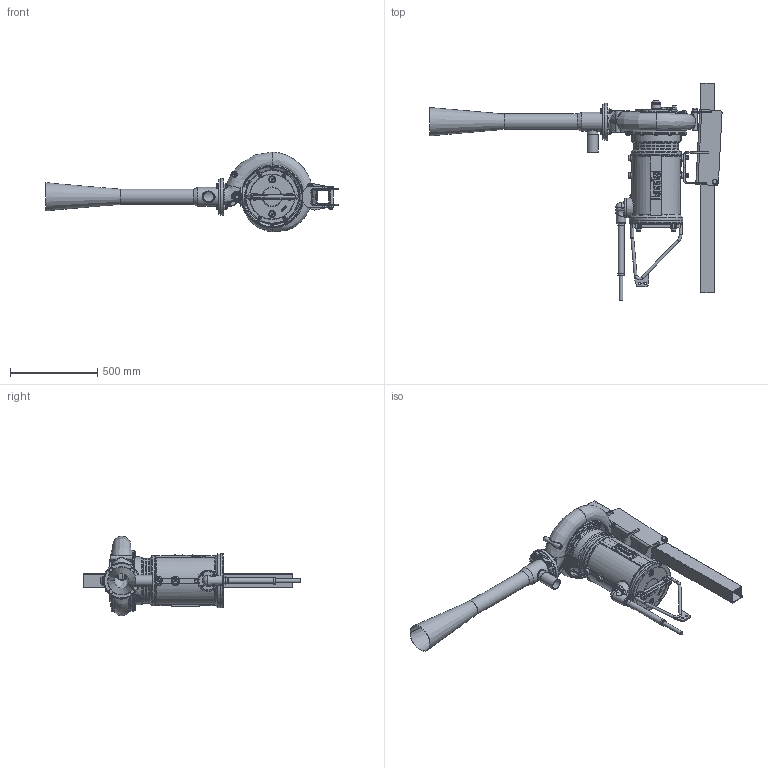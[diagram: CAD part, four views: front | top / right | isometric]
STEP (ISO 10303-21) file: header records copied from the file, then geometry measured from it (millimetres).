
FILE_DESCRIPTION(/* description */ ('DG-I-150 ms.160'),/* implementation_level */ '2;1');
FILE_NAME(/* name */ 'DG-I-105-Airjet.stp',/* time_stamp */ '2016-07-12T15:42:01+02:00',/* author */ ('mgu'),/* organization */ (''),/* preprocessor_version */ 'ST-DEVELOPER v15.2',/* originating_system */ 'Autodesk Inventor 2014',/* authorisation */ '');
FILE_SCHEMA (('AUTOMOTIVE_DESIGN { 1 0 10303 214 3 1 1 }'));
Products named in the file (1): DG-I-105-Airjet
Bounding box: 1675.69 x 1246.42 x 456.82 mm (x, y, z)
Volume: 20857084.8 mm3; surface area: 4627921.1 mm2
Topology: 7 solids, 8 shells, 4955 faces, 13494 edges, 8667 vertices
Faces by surface type: plane 2996, bspline 699, cylinder 666, cone 297, torus 279, sphere 18
Full cylindrical faces by diameter (mm): 3.75 x1, 6.6 x1, 6.647 x1, 7.2 x1, 8.2 x1, 8.376 x8, 8.5 x1, 10 x5, 10.106 x14, 11.053 x4, 12 x4, 13 x6, 13.835 x1, 14 x2, 14.917 x4, 16 x41, 17 x5, 17.2 x2, 18 x22, 20 x3, 20.7 x1, 21 x1, 21.5 x2, 21.6 x1, 22 x4, 22.3 x1, 22.5 x6, 22.7 x1, 24 x8, 25 x1
Entity records: 189463 total; most frequent: CARTESIAN_POINT 68279, ORIENTED_EDGE 25494, DIRECTION 21135, EDGE_CURVE 12735, VERTEX_POINT 8460, LINE 8057, VECTOR 8057, AXIS2_PLACEMENT_3D 6539
